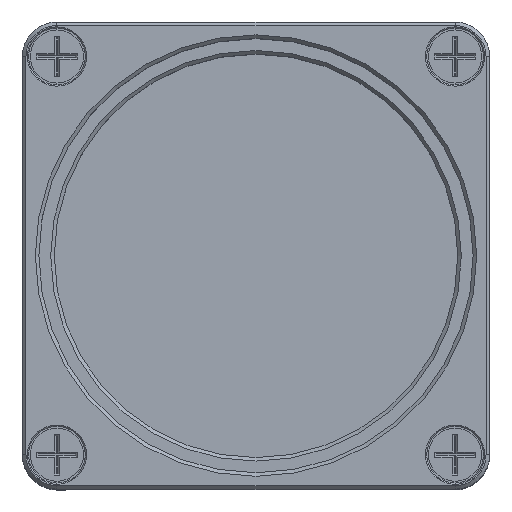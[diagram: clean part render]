
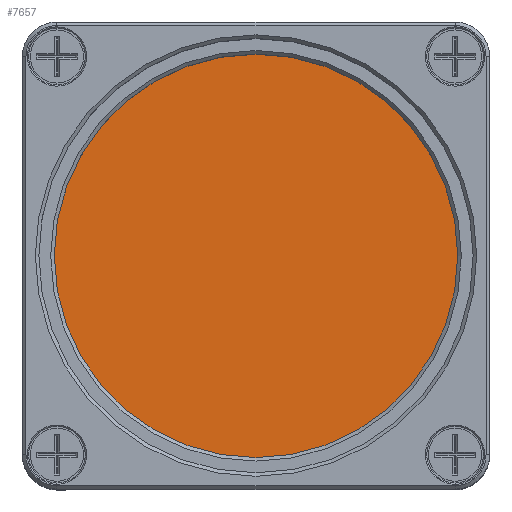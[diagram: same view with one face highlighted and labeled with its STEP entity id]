
A CAD part, top view. The second image highlights one B-rep face of the part: STEP entity #7657.
In plain terms, the highlighted planar face has unit normal (0, 0, 1).
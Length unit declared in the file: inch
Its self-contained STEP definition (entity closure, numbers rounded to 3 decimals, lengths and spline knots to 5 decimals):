
#5363=FACE_OUTER_BOUND('',#17445,.T.);
#7657=ADVANCED_FACE('',(#5363),#8657,.T.);
#8657=PLANE('',#38155);
#17445=EDGE_LOOP('',(#26331));
#26331=ORIENTED_EDGE('',*,*,#33782,.T.);
#29317=VERTEX_POINT('',#56972);
#33782=EDGE_CURVE('',#29317,#29317,#35116,.T.);
#35116=CIRCLE('',#38152,12.5);
#38152=AXIS2_PLACEMENT_3D('',#56971,#47344,#47345);
#38155=AXIS2_PLACEMENT_3D('',#56976,#47350,#47351);
#47344=DIRECTION('',(0.,0.,1.));
#47345=DIRECTION('',(1.,0.,0.));
#47350=DIRECTION('',(0.,0.,1.));
#47351=DIRECTION('',(1.,0.,0.));
#56971=CARTESIAN_POINT('',(0.,0.,1.1));
#56972=CARTESIAN_POINT('',(12.5,0.,1.1));
#56976=CARTESIAN_POINT('',(0.,0.,1.1));
